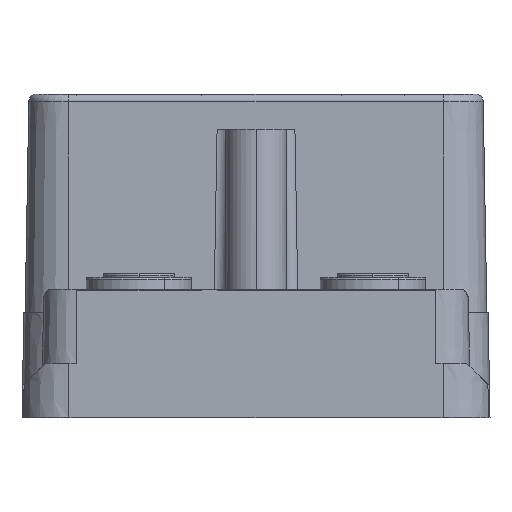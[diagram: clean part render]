
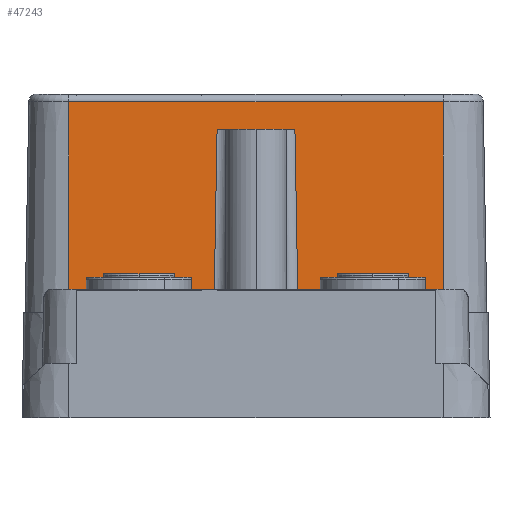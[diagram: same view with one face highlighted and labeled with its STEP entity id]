
A CAD part, front view. The second image highlights one B-rep face of the part: STEP entity #47243.
In plain terms, the highlighted planar face has unit normal (0, -1, 0.018).
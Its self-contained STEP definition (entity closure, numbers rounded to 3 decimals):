
#47186=AXIS2_PLACEMENT_3D('Plane Axis2P3D',#47183,#47184,#47185) ;
#46154=CARTESIAN_POINT('Vertex',(54.,80.6,13.5)) ;
#46157=CARTESIAN_POINT('Line Origine',(44.7,80.6,13.5)) ;
#46161=CARTESIAN_POINT('Vertex',(35.4,80.6,13.5)) ;
#46227=CARTESIAN_POINT('Vertex',(24.6,80.6,13.5)) ;
#46230=CARTESIAN_POINT('Line Origine',(15.3,80.6,13.5)) ;
#46234=CARTESIAN_POINT('Vertex',(6.,80.6,13.5)) ;
#47164=CARTESIAN_POINT('Line Origine',(54.,80.844,27.5)) ;
#47168=CARTESIAN_POINT('Vertex',(54.,81.072,40.517)) ;
#47183=CARTESIAN_POINT('Axis2P3D Location',(59.6,80.6,13.5)) ;
#47188=CARTESIAN_POINT('Line Origine',(30.,81.072,40.517)) ;
#47192=CARTESIAN_POINT('Vertex',(6.,81.072,40.517)) ;
#47195=CARTESIAN_POINT('Line Origine',(6.,80.844,27.5)) ;
#47201=CARTESIAN_POINT('Control Point',(25.01,81.01,37.)) ;
#47202=CARTESIAN_POINT('Control Point',(24.6,80.6,13.5)) ;
#47203=CARTESIAN_POINT('Vertex',(25.01,81.01,37.)) ;
#47206=CARTESIAN_POINT('Line Origine',(30.,81.01,37.)) ;
#47210=CARTESIAN_POINT('Vertex',(26.51,81.01,37.)) ;
#47213=CARTESIAN_POINT('Line Origine',(30.,81.01,37.)) ;
#47217=CARTESIAN_POINT('Vertex',(33.49,81.01,37.)) ;
#47220=CARTESIAN_POINT('Line Origine',(30.,81.01,37.)) ;
#47224=CARTESIAN_POINT('Vertex',(34.99,81.01,37.)) ;
#47228=CARTESIAN_POINT('Control Point',(34.99,81.01,37.)) ;
#47229=CARTESIAN_POINT('Control Point',(35.4,80.6,13.5)) ;
#46158=DIRECTION('Vector Direction',(-1.,0.,0.)) ;
#46231=DIRECTION('Vector Direction',(-1.,0.,0.)) ;
#47165=DIRECTION('Vector Direction',(0.,-0.017,-1.)) ;
#47184=DIRECTION('Axis2P3D Direction',(0.,-1.,0.017)) ;
#47185=DIRECTION('Axis2P3D XDirection',(-1.,0.,0.)) ;
#47189=DIRECTION('Vector Direction',(-1.,0.,0.)) ;
#47196=DIRECTION('Vector Direction',(0.,-0.017,-1.)) ;
#47207=DIRECTION('Vector Direction',(-1.,0.,0.)) ;
#47214=DIRECTION('Vector Direction',(-1.,0.,0.)) ;
#47221=DIRECTION('Vector Direction',(-1.,0.,0.)) ;
#46159=VECTOR('Line Direction',#46158,1.) ;
#46232=VECTOR('Line Direction',#46231,1.) ;
#47166=VECTOR('Line Direction',#47165,1.) ;
#47190=VECTOR('Line Direction',#47189,1.) ;
#47197=VECTOR('Line Direction',#47196,1.) ;
#47208=VECTOR('Line Direction',#47207,1.) ;
#47215=VECTOR('Line Direction',#47214,1.) ;
#47222=VECTOR('Line Direction',#47221,1.) ;
#47232=ORIENTED_EDGE('',*,*,#46163,.F.) ;
#47233=ORIENTED_EDGE('',*,*,#47170,.T.) ;
#47234=ORIENTED_EDGE('',*,*,#47194,.F.) ;
#47235=ORIENTED_EDGE('',*,*,#47199,.F.) ;
#47236=ORIENTED_EDGE('',*,*,#46236,.F.) ;
#47237=ORIENTED_EDGE('',*,*,#47205,.F.) ;
#47238=ORIENTED_EDGE('',*,*,#47212,.T.) ;
#47239=ORIENTED_EDGE('',*,*,#47219,.T.) ;
#47240=ORIENTED_EDGE('',*,*,#47226,.T.) ;
#47241=ORIENTED_EDGE('',*,*,#47230,.T.) ;
#47243=ADVANCED_FACE('329086.1\\Haube.1\\Haube',(#47242),#47187,.T.) ;
#47200=B_SPLINE_CURVE_WITH_KNOTS('',1,(#47201,#47202),.UNSPECIFIED.,.F.,.U.,(2,2),(-9.994,13.513),.UNSPECIFIED.) ;
#47227=B_SPLINE_CURVE_WITH_KNOTS('',1,(#47228,#47229),.UNSPECIFIED.,.F.,.U.,(2,2),(-9.994,13.513),.UNSPECIFIED.) ;
#46163=EDGE_CURVE('',#46155,#46162,#46160,.T.) ;
#46236=EDGE_CURVE('',#46228,#46235,#46233,.T.) ;
#47170=EDGE_CURVE('',#46155,#47169,#47167,.F.) ;
#47194=EDGE_CURVE('',#47193,#47169,#47191,.F.) ;
#47199=EDGE_CURVE('',#46235,#47193,#47198,.F.) ;
#47205=EDGE_CURVE('',#47204,#46228,#47200,.T.) ;
#47212=EDGE_CURVE('',#47204,#47211,#47209,.F.) ;
#47219=EDGE_CURVE('',#47211,#47218,#47216,.F.) ;
#47226=EDGE_CURVE('',#47218,#47225,#47223,.F.) ;
#47230=EDGE_CURVE('',#47225,#46162,#47227,.T.) ;
#47231=EDGE_LOOP('',(#47232,#47233,#47234,#47235,#47236,#47237,#47238,#47239,#47240,#47241)) ;
#47242=FACE_OUTER_BOUND('',#47231,.T.) ;
#46160=LINE('Line',#46157,#46159) ;
#46233=LINE('Line',#46230,#46232) ;
#47167=LINE('Line',#47164,#47166) ;
#47191=LINE('Line',#47188,#47190) ;
#47198=LINE('Line',#47195,#47197) ;
#47209=LINE('Line',#47206,#47208) ;
#47216=LINE('Line',#47213,#47215) ;
#47223=LINE('Line',#47220,#47222) ;
#47187=PLANE('',#47186) ;
#46155=VERTEX_POINT('',#46154) ;
#46162=VERTEX_POINT('',#46161) ;
#46228=VERTEX_POINT('',#46227) ;
#46235=VERTEX_POINT('',#46234) ;
#47169=VERTEX_POINT('',#47168) ;
#47193=VERTEX_POINT('',#47192) ;
#47204=VERTEX_POINT('',#47203) ;
#47211=VERTEX_POINT('',#47210) ;
#47218=VERTEX_POINT('',#47217) ;
#47225=VERTEX_POINT('',#47224) ;
